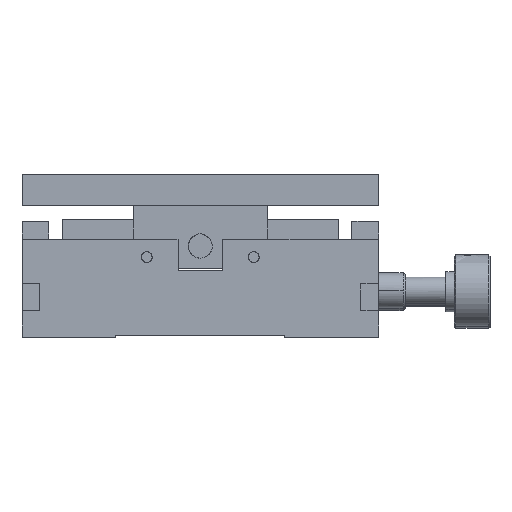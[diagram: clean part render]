
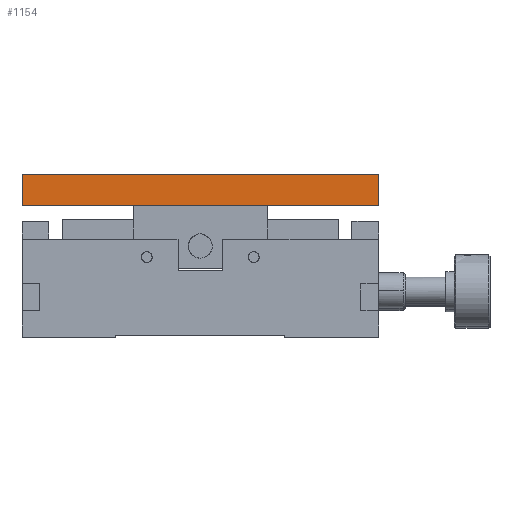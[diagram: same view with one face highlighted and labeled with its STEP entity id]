
A CAD part, left-side view. The second image highlights one B-rep face of the part: STEP entity #1154.
In plain terms, the highlighted free-form (B-spline) face has degree [1, 1] with [2, 2] control points.
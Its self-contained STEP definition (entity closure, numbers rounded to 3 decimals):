
#1154=ADVANCED_FACE('',(#2034),#33282,.T.);
#2034=FACE_OUTER_BOUND('',#3050,.T.);
#3050=EDGE_LOOP('',(#8014,#8015,#8016,#8017));
#8014=ORIENTED_EDGE('',*,*,#29722,.T.);
#8015=ORIENTED_EDGE('',*,*,#29723,.T.);
#8016=ORIENTED_EDGE('',*,*,#29724,.T.);
#8017=ORIENTED_EDGE('',*,*,#29725,.T.);
#13083=PCURVE('',#33282,#18152);
#13084=PCURVE('',#33282,#18153);
#13085=PCURVE('',#33282,#18154);
#13086=PCURVE('',#33282,#18155);
#13090=PCURVE('',#33283,#18159);
#13102=PCURVE('',#33285,#18171);
#13106=PCURVE('',#33286,#18175);
#13186=PCURVE('',#33287,#18255);
#18152=DEFINITIONAL_REPRESENTATION('',(#24607),#65361);
#18153=DEFINITIONAL_REPRESENTATION('',(#24609),#65361);
#18154=DEFINITIONAL_REPRESENTATION('',(#24611),#65361);
#18155=DEFINITIONAL_REPRESENTATION('',(#24613),#65361);
#18159=DEFINITIONAL_REPRESENTATION('',(#24620),#65361);
#18171=DEFINITIONAL_REPRESENTATION('',(#24630),#65361);
#18175=DEFINITIONAL_REPRESENTATION('',(#24635),#65361);
#18255=DEFINITIONAL_REPRESENTATION('',(#24641),#65361);
#24606=B_SPLINE_CURVE_WITH_KNOTS('',1,(#64480,#64481),.UNSPECIFIED.,.F.,
 .F.,(2,2),(0.,80.),.UNSPECIFIED.);
#24607=B_SPLINE_CURVE_WITH_KNOTS('',1,(#64482,#64483),.UNSPECIFIED.,.F.,
 .F.,(2,2),(0.,80.),.UNSPECIFIED.);
#24608=B_SPLINE_CURVE_WITH_KNOTS('',1,(#64484,#64485),.UNSPECIFIED.,.F.,
 .F.,(2,2),(-7.,0.),.UNSPECIFIED.);
#24609=B_SPLINE_CURVE_WITH_KNOTS('',1,(#64486,#64487),.UNSPECIFIED.,.F.,
 .F.,(2,2),(-7.,0.),.UNSPECIFIED.);
#24610=B_SPLINE_CURVE_WITH_KNOTS('',1,(#64488,#64489),.UNSPECIFIED.,.F.,
 .F.,(2,2),(0.,80.),.UNSPECIFIED.);
#24611=B_SPLINE_CURVE_WITH_KNOTS('',1,(#64490,#64491),.UNSPECIFIED.,.F.,
 .F.,(2,2),(0.,80.),.UNSPECIFIED.);
#24612=B_SPLINE_CURVE_WITH_KNOTS('',1,(#64492,#64493),.UNSPECIFIED.,.F.,
 .F.,(2,2),(0.,7.),.UNSPECIFIED.);
#24613=B_SPLINE_CURVE_WITH_KNOTS('',1,(#64494,#64495),.UNSPECIFIED.,.F.,
 .F.,(2,2),(0.,7.),.UNSPECIFIED.);
#24620=B_SPLINE_CURVE_WITH_KNOTS('',1,(#64508,#64509),.UNSPECIFIED.,.F.,
 .F.,(2,2),(-7.,0.),.UNSPECIFIED.);
#24630=B_SPLINE_CURVE_WITH_KNOTS('',1,(#64550,#64551),.UNSPECIFIED.,.F.,
 .F.,(2,2),(0.,7.),.UNSPECIFIED.);
#24635=B_SPLINE_CURVE_WITH_KNOTS('',1,(#64560,#64561),.UNSPECIFIED.,.F.,
 .F.,(2,2),(0.,80.),.UNSPECIFIED.);
#24641=B_SPLINE_CURVE_WITH_KNOTS('',1,(#64942,#64943),.UNSPECIFIED.,.F.,
 .F.,(2,2),(0.,80.),.UNSPECIFIED.);
#27180=SURFACE_CURVE('',#24606,(#13083,#13186),.PCURVE_S1.);
#27181=SURFACE_CURVE('',#24608,(#13084,#13090),.PCURVE_S1.);
#27182=SURFACE_CURVE('',#24610,(#13085,#13106),.PCURVE_S1.);
#27183=SURFACE_CURVE('',#24612,(#13086,#13102),.PCURVE_S1.);
#29722=EDGE_CURVE('',#32744,#32745,#27180,.T.);
#29723=EDGE_CURVE('',#32745,#32746,#27181,.T.);
#29724=EDGE_CURVE('',#32746,#32747,#27182,.T.);
#29725=EDGE_CURVE('',#32747,#32744,#27183,.T.);
#32744=VERTEX_POINT('',#61806);
#32745=VERTEX_POINT('',#61807);
#32746=VERTEX_POINT('',#61808);
#32747=VERTEX_POINT('',#61809);
#33282=B_SPLINE_SURFACE_WITH_KNOTS('',1,1,((#61560,#61561),(#61562,#61563)),
 .UNSPECIFIED.,.F.,.F.,.F.,(2,2),(2,2),(-7.82,0.82),
(-88.12,8.12),.UNSPECIFIED.);
#33283=B_SPLINE_SURFACE_WITH_KNOTS('',1,1,((#61564,#61565),(#61566,#61567)),
 .UNSPECIFIED.,.F.,.F.,.F.,(2,2),(2,2),(-0.82,7.82),
(-12.12,132.12),.UNSPECIFIED.);
#33285=B_SPLINE_SURFACE_WITH_KNOTS('',1,1,((#61572,#61573),(#61574,#61575)),
 .UNSPECIFIED.,.F.,.F.,.F.,(2,2),(2,2),(-7.82,0.82),
(-132.12,12.12),.UNSPECIFIED.);
#33286=B_SPLINE_SURFACE_WITH_KNOTS('',1,1,((#61576,#61577),(#61578,#61579)),
 .UNSPECIFIED.,.F.,.F.,.F.,(2,2),(2,2),(-72.12,72.12),(-48.12,48.12),
 .UNSPECIFIED.);
#33287=B_SPLINE_SURFACE_WITH_KNOTS('',1,1,((#61580,#61581),(#61582,#61583)),
 .UNSPECIFIED.,.F.,.F.,.F.,(2,2),(2,2),(-48.12,48.12),(-72.12,72.12),
 .UNSPECIFIED.);
#61560=CARTESIAN_POINT('',(-59.713,-47.53,30.26));
#61561=CARTESIAN_POINT('',(-59.713,48.71,30.26));
#61562=CARTESIAN_POINT('',(-59.713,-47.53,38.9));
#61563=CARTESIAN_POINT('',(-59.713,48.71,38.9));
#61564=CARTESIAN_POINT('',(-71.833,-39.41,38.9));
#61565=CARTESIAN_POINT('',(72.407,-39.41,38.9));
#61566=CARTESIAN_POINT('',(-71.833,-39.41,30.26));
#61567=CARTESIAN_POINT('',(72.407,-39.41,30.26));
#61572=CARTESIAN_POINT('',(-71.833,40.59,30.26));
#61573=CARTESIAN_POINT('',(72.407,40.59,30.26));
#61574=CARTESIAN_POINT('',(-71.833,40.59,38.9));
#61575=CARTESIAN_POINT('',(72.407,40.59,38.9));
#61576=CARTESIAN_POINT('',(-71.833,-47.53,38.08));
#61577=CARTESIAN_POINT('',(-71.833,48.71,38.08));
#61578=CARTESIAN_POINT('',(72.407,-47.53,38.08));
#61579=CARTESIAN_POINT('',(72.407,48.71,38.08));
#61580=CARTESIAN_POINT('',(-71.833,-47.53,31.08));
#61581=CARTESIAN_POINT('',(72.407,-47.53,31.08));
#61582=CARTESIAN_POINT('',(-71.833,48.71,31.08));
#61583=CARTESIAN_POINT('',(72.407,48.71,31.08));
#61806=CARTESIAN_POINT('',(-59.713,40.59,31.08));
#61807=CARTESIAN_POINT('',(-59.713,-39.41,31.08));
#61808=CARTESIAN_POINT('',(-59.713,-39.41,38.08));
#61809=CARTESIAN_POINT('',(-59.713,40.59,38.08));
#64480=CARTESIAN_POINT('',(-59.713,40.59,31.08));
#64481=CARTESIAN_POINT('',(-59.713,-39.41,31.08));
#64482=CARTESIAN_POINT('',(-7.,0.));
#64483=CARTESIAN_POINT('',(-7.,-80.));
#64484=CARTESIAN_POINT('',(-59.713,-39.41,31.08));
#64485=CARTESIAN_POINT('',(-59.713,-39.41,38.08));
#64486=CARTESIAN_POINT('',(-7.,-80.));
#64487=CARTESIAN_POINT('',(0.,-80.));
#64488=CARTESIAN_POINT('',(-59.713,-39.41,38.08));
#64489=CARTESIAN_POINT('',(-59.713,40.59,38.08));
#64490=CARTESIAN_POINT('',(0.,-80.));
#64491=CARTESIAN_POINT('',(0.,0.));
#64492=CARTESIAN_POINT('',(-59.713,40.59,38.08));
#64493=CARTESIAN_POINT('',(-59.713,40.59,31.08));
#64494=CARTESIAN_POINT('',(0.,0.));
#64495=CARTESIAN_POINT('',(-7.,0.));
#64508=CARTESIAN_POINT('',(7.,0.));
#64509=CARTESIAN_POINT('',(0.,0.));
#64550=CARTESIAN_POINT('',(0.,-120.));
#64551=CARTESIAN_POINT('',(-7.,-120.));
#64560=CARTESIAN_POINT('',(-60.,-40.));
#64561=CARTESIAN_POINT('',(-60.,40.));
#64942=CARTESIAN_POINT('',(40.,-60.));
#64943=CARTESIAN_POINT('',(-40.,-60.));
#65361=(
GEOMETRIC_REPRESENTATION_CONTEXT(2)
PARAMETRIC_REPRESENTATION_CONTEXT()
REPRESENTATION_CONTEXT('pspace','')
);
